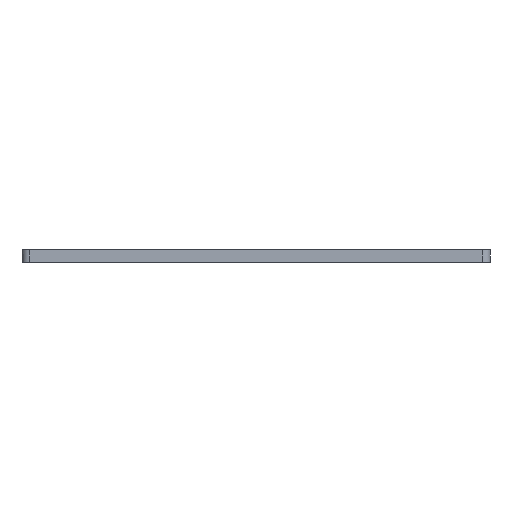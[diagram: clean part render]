
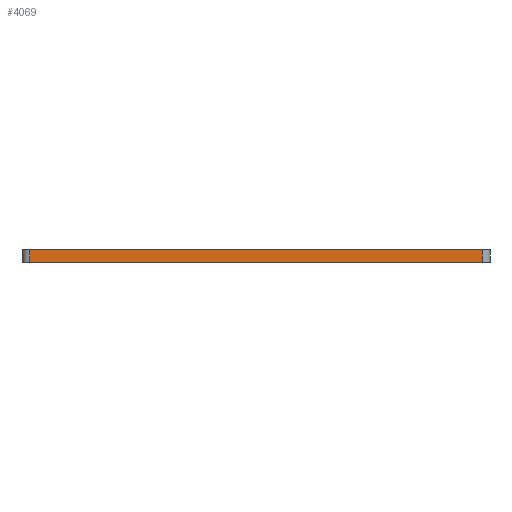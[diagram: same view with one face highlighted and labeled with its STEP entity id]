
A CAD part, left-side view. The second image highlights one B-rep face of the part: STEP entity #4069.
In plain terms, the highlighted free-form (B-spline) face has degree [1, 1] with [2, 2] control points.
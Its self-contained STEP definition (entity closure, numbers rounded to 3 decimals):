
#24 = VERTEX_POINT('',#25);
#25 = CARTESIAN_POINT('',(-200.039,-161.142,8.891
    ));
#31 = EDGE_CURVE('',#24,#32,#34,.T.);
#32 = VERTEX_POINT('',#33);
#33 = CARTESIAN_POINT('',(-200.039,-161.142,0.));
#34 = B_SPLINE_CURVE_WITH_KNOTS('',1,(#35,#36),.UNSPECIFIED.,.F.,.F.,(2,
    2),(-8.,0.),.PIECEWISE_BEZIER_KNOTS.);
#35 = CARTESIAN_POINT('',(-200.039,-161.142,8.891
    ));
#36 = CARTESIAN_POINT('',(-200.039,-161.142,0.));
#90 = EDGE_CURVE('',#91,#32,#93,.T.);
#91 = VERTEX_POINT('',#92);
#92 = CARTESIAN_POINT('',(-200.039,161.142,0.));
#93 = B_SPLINE_CURVE_WITH_KNOTS('',1,(#94,#95),.UNSPECIFIED.,.F.,.F.,(2,
    2),(5.,295.),.PIECEWISE_BEZIER_KNOTS.);
#94 = CARTESIAN_POINT('',(-200.039,161.142,0.));
#95 = CARTESIAN_POINT('',(-200.039,-161.142,0.));
#1077 = VERTEX_POINT('',#1078);
#1078 = CARTESIAN_POINT('',(-200.039,161.142,
    8.891));
#1086 = EDGE_CURVE('',#91,#1077,#1087,.T.);
#1087 = B_SPLINE_CURVE_WITH_KNOTS('',1,(#1088,#1089),.UNSPECIFIED.,.F.,
  .F.,(2,2),(0.,8.),.PIECEWISE_BEZIER_KNOTS.);
#1088 = CARTESIAN_POINT('',(-200.039,161.142,0.));
#1089 = CARTESIAN_POINT('',(-200.039,161.142,
    8.891));
#4069 = ADVANCED_FACE('',(#4070),#4080,.T.);
#4070 = FACE_BOUND('',#4071,.T.);
#4071 = EDGE_LOOP('',(#4072,#4073,#4078,#4079));
#4072 = ORIENTED_EDGE('',*,*,#31,.F.);
#4073 = ORIENTED_EDGE('',*,*,#4074,.F.);
#4074 = EDGE_CURVE('',#1077,#24,#4075,.T.);
#4075 = B_SPLINE_CURVE_WITH_KNOTS('',1,(#4076,#4077),.UNSPECIFIED.,.F.,
  .F.,(2,2),(5.,295.),.PIECEWISE_BEZIER_KNOTS.);
#4076 = CARTESIAN_POINT('',(-200.039,161.142,
    8.891));
#4077 = CARTESIAN_POINT('',(-200.039,-161.142,
    8.891));
#4078 = ORIENTED_EDGE('',*,*,#1086,.F.);
#4079 = ORIENTED_EDGE('',*,*,#90,.T.);
#4080 = B_SPLINE_SURFACE_WITH_KNOTS('',1,1,(
    (#4081,#4082)
    ,(#4083,#4084
    )),.UNSPECIFIED.,.F.,.F.,.F.,(2,2),(2,2),(5.,295.),(0.,8.),
  .PIECEWISE_BEZIER_KNOTS.);
#4081 = CARTESIAN_POINT('',(-200.039,161.142,0.));
#4082 = CARTESIAN_POINT('',(-200.039,161.142,
    8.891));
#4083 = CARTESIAN_POINT('',(-200.039,-161.142,0.));
#4084 = CARTESIAN_POINT('',(-200.039,-161.142,
    8.891));
